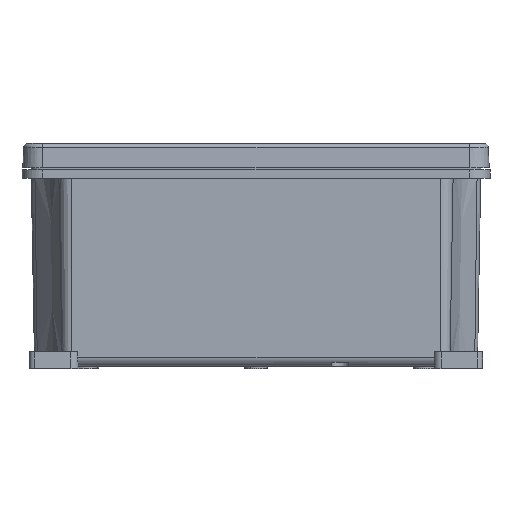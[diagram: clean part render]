
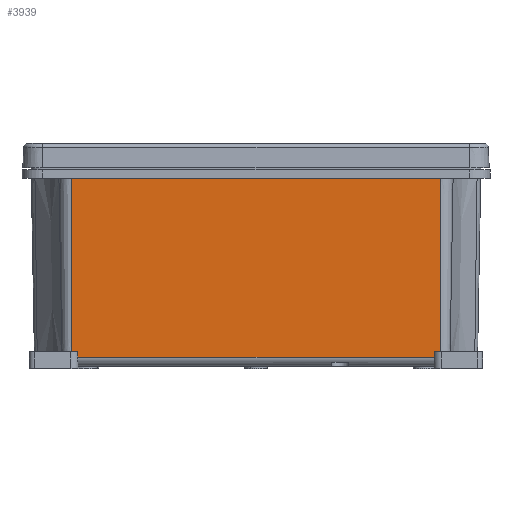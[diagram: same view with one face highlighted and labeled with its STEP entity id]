
A CAD part, front view. The second image highlights one B-rep face of the part: STEP entity #3939.
In plain terms, the highlighted planar face has unit normal (0, -1, -0.018).
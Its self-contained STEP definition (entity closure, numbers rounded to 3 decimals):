
#633=DIRECTION('',(0.,0.017,-1.));
#634=VECTOR('',#633,61.759);
#635=CARTESIAN_POINT('',(65.597,-91.287,148.294));
#636=LINE('',#635,#634);
#637=DIRECTION('',(1.,0.,0.));
#638=VECTOR('',#637,2.085);
#639=CARTESIAN_POINT('',(-65.597,-90.209,86.544));
#640=LINE('',#639,#638);
#641=DIRECTION('',(0.,0.017,-1.));
#642=VECTOR('',#641,61.759);
#643=CARTESIAN_POINT('',(-65.597,-91.287,148.294));
#644=LINE('',#643,#642);
#719=DIRECTION('',(-1.,0.,0.));
#720=VECTOR('',#719,131.194);
#721=CARTESIAN_POINT('',(65.597,-91.287,148.294));
#722=LINE('',#721,#720);
#1887=CARTESIAN_POINT('',(-63.503,-90.176,
84.635));
#1888=CARTESIAN_POINT('',(-63.506,-90.187,
85.271));
#1889=CARTESIAN_POINT('',(-63.509,-90.198,
85.908));
#1890=CARTESIAN_POINT('',(-63.513,-90.209,
86.544));
#2113=DIRECTION('',(-1.,0.,0.));
#2114=VECTOR('',#2113,127.006);
#2115=CARTESIAN_POINT('',(63.503,-90.176,84.635));
#2116=LINE('',#2115,#2114);
#2177=CARTESIAN_POINT('',(63.513,-90.209,86.544));
#2178=CARTESIAN_POINT('',(63.509,-90.198,85.908));
#2179=CARTESIAN_POINT('',(63.506,-90.187,85.271));
#2180=CARTESIAN_POINT('',(63.503,-90.176,84.635));
#2222=DIRECTION('',(-1.,0.,0.));
#2223=VECTOR('',#2222,2.085);
#2224=CARTESIAN_POINT('',(65.597,-90.209,86.544));
#2225=LINE('',#2224,#2223);
#2569=CARTESIAN_POINT('',(-65.597,-90.209,
86.544));
#2570=CARTESIAN_POINT('',(-63.513,-90.209,
86.544));
#2571=VERTEX_POINT('',#2569);
#2572=VERTEX_POINT('',#2570);
#2604=VERTEX_POINT('',#1887);
#2605=CARTESIAN_POINT('',(63.503,-90.176,84.635));
#2606=VERTEX_POINT('',#2605);
#2607=VERTEX_POINT('',#2177);
#2608=CARTESIAN_POINT('',(65.597,-90.209,86.544));
#2609=VERTEX_POINT('',#2608);
#2804=CARTESIAN_POINT('',(65.597,-91.287,148.294));
#2805=VERTEX_POINT('',#2804);
#2806=CARTESIAN_POINT('',(-65.597,-91.287,
148.294));
#2807=VERTEX_POINT('',#2806);
#3917=CARTESIAN_POINT('',(65.597,-91.253,146.329));
#3918=DIRECTION('',(0.,1.,0.017));
#3919=DIRECTION('',(0.,0.017,-1.));
#3920=AXIS2_PLACEMENT_3D('',#3917,#3918,#3919);
#3921=PLANE('',#3920);
#3923=ORIENTED_EDGE('',*,*,#3922,.F.);
#3925=ORIENTED_EDGE('',*,*,#3924,.F.);
#3926=ORIENTED_EDGE('',*,*,#3907,.T.);
#3928=ORIENTED_EDGE('',*,*,#3927,.T.);
#3930=ORIENTED_EDGE('',*,*,#3929,.T.);
#3932=ORIENTED_EDGE('',*,*,#3931,.T.);
#3934=ORIENTED_EDGE('',*,*,#3933,.T.);
#3936=ORIENTED_EDGE('',*,*,#3935,.F.);
#3937=EDGE_LOOP('',(#3923,#3925,#3926,#3928,#3930,#3932,#3934,#3936));
#3938=FACE_OUTER_BOUND('',#3937,.F.);
#3939=ADVANCED_FACE('',(#3938),#3921,.F.);
#1891=B_SPLINE_CURVE_WITH_KNOTS('',3,(#1887,#1888,#1889,#1890),.UNSPECIFIED.,
.F.,.F.,(4,4),(0.,1.),.UNSPECIFIED.);
#2181=B_SPLINE_CURVE_WITH_KNOTS('',3,(#2177,#2178,#2179,#2180),.UNSPECIFIED.,
.F.,.F.,(4,4),(0.,1.),.UNSPECIFIED.);
#3907=EDGE_CURVE('',#2805,#2609,#636,.T.);
#3922=EDGE_CURVE('',#2807,#2571,#644,.T.);
#3924=EDGE_CURVE('',#2805,#2807,#722,.T.);
#3927=EDGE_CURVE('',#2609,#2607,#2225,.T.);
#3929=EDGE_CURVE('',#2607,#2606,#2181,.T.);
#3931=EDGE_CURVE('',#2606,#2604,#2116,.T.);
#3933=EDGE_CURVE('',#2604,#2572,#1891,.T.);
#3935=EDGE_CURVE('',#2571,#2572,#640,.T.);
